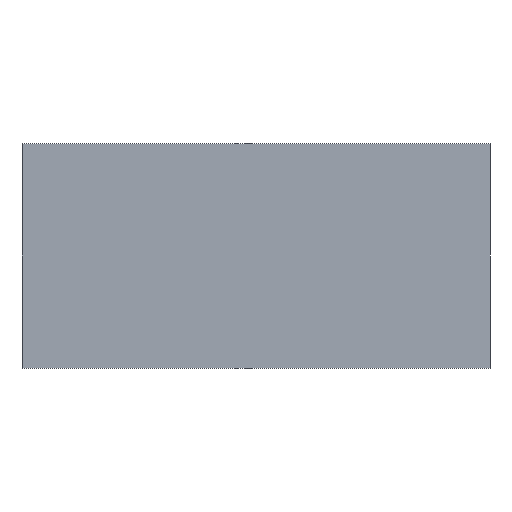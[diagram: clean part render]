
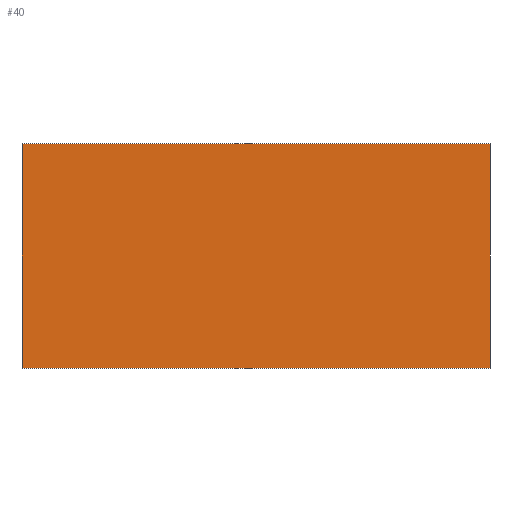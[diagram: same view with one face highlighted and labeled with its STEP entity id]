
A CAD part, front view. The second image highlights one B-rep face of the part: STEP entity #40.
In plain terms, the highlighted planar face has unit normal (0, -1, 0).
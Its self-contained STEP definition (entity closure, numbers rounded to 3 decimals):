
#1=CARTESIAN_POINT('POINT1',(-2.286,-1.524,-7.62));
#2=VERTEX_POINT('VERTEX1',#1);
#3=CARTESIAN_POINT('POINT2',(16.764,-1.524,-7.62));
#4=VERTEX_POINT('VERTEX2',#3);
#5=CARTESIAN_POINT('POS1',(-2.286,-1.524,-7.62));
#6=DIRECTION('DIR1',(1.,0.,0.));
#7=VECTOR('VEC1',#6,0.762);
#8=LINE('STRAIGHT1',#5,#7);
#9=EDGE_CURVE('EDGE1',#2,#4,#8,.T.);
#10=ORIENTED_EDGE('COEDGE1',*,*,#9,.T.);
#11=CARTESIAN_POINT('POINT3',(16.764,-1.524,1.524));
#12=VERTEX_POINT('VERTEX3',#11);
#13=CARTESIAN_POINT('POS2',(16.764,-1.524,-7.62));
#14=DIRECTION('DIR2',(0.,0.,1.));
#15=VECTOR('VEC2',#14,0.762);
#16=LINE('STRAIGHT2',#13,#15);
#17=EDGE_CURVE('EDGE2',#4,#12,#16,.T.);
#18=ORIENTED_EDGE('COEDGE2',*,*,#17,.T.);
#19=CARTESIAN_POINT('POINT4',(-2.286,-1.524,1.524));
#20=VERTEX_POINT('VERTEX4',#19);
#21=CARTESIAN_POINT('POS3',(16.764,-1.524,1.524));
#22=DIRECTION('DIR3',(-1.,0.,0.));
#23=VECTOR('VEC3',#22,0.762);
#24=LINE('STRAIGHT3',#21,#23);
#25=EDGE_CURVE('EDGE3',#12,#20,#24,.T.);
#26=ORIENTED_EDGE('COEDGE3',*,*,#25,.T.);
#27=CARTESIAN_POINT('POS4',(-2.286,-1.524,1.524));
#28=DIRECTION('DIR4',(0.,0.,-1.));
#29=VECTOR('VEC4',#28,0.762);
#30=LINE('STRAIGHT4',#27,#29);
#31=EDGE_CURVE('EDGE4',#20,#2,#30,.T.);
#32=ORIENTED_EDGE('COEDGE4',*,*,#31,.T.);
#33=EDGE_LOOP('NONE',(#10,#18,#26,#32));
#34=FACE_BOUND('LOOP1',#33,.T.);
#35=CARTESIAN_POINT('POS5',(0.,-1.524,0.));
#36=DIRECTION('DIR5',(0.,-1.,0.));
#37=DIRECTION('DIR6',(1.,0.,0.));
#38=AXIS2_PLACEMENT_3D('AXIS1',#35,#36,#37);
#39=PLANE('PLANE1',#38);
#40=ADVANCED_FACE('FACE1',(#34),#39,.T.);
